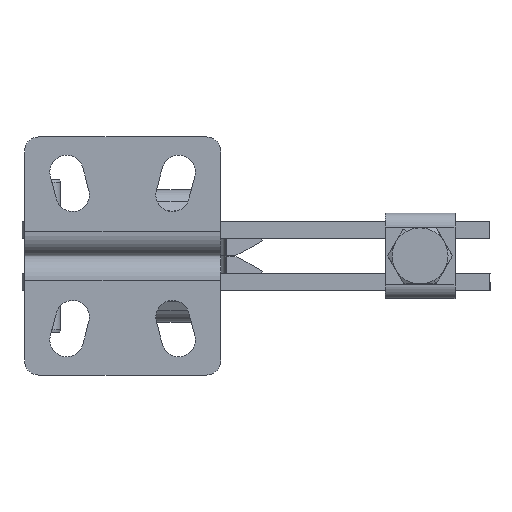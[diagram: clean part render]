
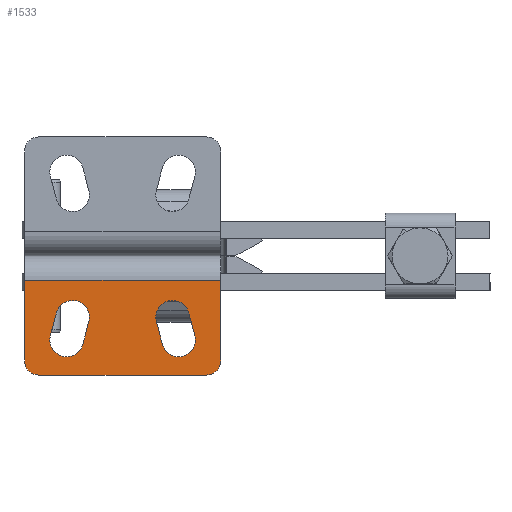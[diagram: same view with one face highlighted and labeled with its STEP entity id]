
A CAD part, front view. The second image highlights one B-rep face of the part: STEP entity #1533.
In plain terms, the highlighted planar face has unit normal (0, -1, 0).
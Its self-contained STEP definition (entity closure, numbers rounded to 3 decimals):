
#711=CARTESIAN_POINT('',(-24.469,-10.678,-3.5));
#712=VERTEX_POINT('',#711);
#720=CARTESIAN_POINT('',(3.531,-10.678,-3.5));
#721=VERTEX_POINT('',#720);
#722=CARTESIAN_POINT('',(3.531,-10.678,-3.5));
#723=DIRECTION('',(-1.0,0.0,0.0));
#724=VECTOR('',#723,28.);
#725=LINE('',#722,#724);
#726=EDGE_CURVE('',#721,#712,#725,.T.);
#1063=CARTESIAN_POINT('',(-22.469,-10.678,-17.005));
#1064=VERTEX_POINT('',#1063);
#1065=CARTESIAN_POINT('',(-24.469,-10.678,-15.005));
#1066=VERTEX_POINT('',#1065);
#1067=CARTESIAN_POINT('',(-22.469,-10.678,-15.005));
#1068=DIRECTION('',(0.0,1.0,0.0));
#1069=DIRECTION('',(1.0,0.0,0.0));
#1070=AXIS2_PLACEMENT_3D('',#1067,#1068,#1069);
#1071=CIRCLE('',#1070,2.);
#1072=EDGE_CURVE('',#1064,#1066,#1071,.T.);
#1105=CARTESIAN_POINT('',(1.531,-10.678,-17.005));
#1106=VERTEX_POINT('',#1105);
#1107=CARTESIAN_POINT('',(1.531,-10.678,-17.005));
#1108=DIRECTION('',(-1.0,0.0,0.0));
#1109=VECTOR('',#1108,24.);
#1110=LINE('',#1107,#1109);
#1111=EDGE_CURVE('',#1106,#1064,#1110,.T.);
#1136=CARTESIAN_POINT('',(3.531,-10.678,-15.005));
#1137=VERTEX_POINT('',#1136);
#1138=CARTESIAN_POINT('',(1.531,-10.678,-15.005));
#1139=DIRECTION('',(0.0,1.0,0.0));
#1140=DIRECTION('',(0.0,0.0,1.0));
#1141=AXIS2_PLACEMENT_3D('',#1138,#1139,#1140);
#1142=CIRCLE('',#1141,2.);
#1143=EDGE_CURVE('',#1137,#1106,#1142,.T.);
#1169=CARTESIAN_POINT('',(-20.791,-10.678,-11.392));
#1170=VERTEX_POINT('',#1169);
#1171=CARTESIAN_POINT('',(-19.941,-10.678,-8.142));
#1172=VERTEX_POINT('',#1171);
#1173=CARTESIAN_POINT('',(-20.791,-10.678,-11.392));
#1174=DIRECTION('',(0.253,0.,0.967));
#1175=VECTOR('',#1174,3.359);
#1176=LINE('',#1173,#1175);
#1177=EDGE_CURVE('',#1170,#1172,#1176,.T.);
#1209=CARTESIAN_POINT('',(-16.147,-10.678,-12.607));
#1210=VERTEX_POINT('',#1209);
#1211=CARTESIAN_POINT('',(-18.469,-10.678,-12.));
#1212=DIRECTION('',(0.,1.0,0.));
#1213=DIRECTION('',(0.967,0.,-0.253));
#1214=AXIS2_PLACEMENT_3D('',#1211,#1212,#1213);
#1215=CIRCLE('',#1214,2.4);
#1216=EDGE_CURVE('',#1210,#1170,#1215,.T.);
#1242=CARTESIAN_POINT('',(-15.297,-10.678,-9.357));
#1243=VERTEX_POINT('',#1242);
#1244=CARTESIAN_POINT('',(-15.297,-10.678,-9.357));
#1245=DIRECTION('',(-0.253,0.,-0.967));
#1246=VECTOR('',#1245,3.359);
#1247=LINE('',#1244,#1246);
#1248=EDGE_CURVE('',#1243,#1210,#1247,.T.);
#1273=CARTESIAN_POINT('',(-17.619,-10.678,-8.75));
#1274=DIRECTION('',(0.,1.,0.));
#1275=DIRECTION('',(-0.967,0.,0.253));
#1276=AXIS2_PLACEMENT_3D('',#1273,#1274,#1275);
#1277=CIRCLE('',#1276,2.4);
#1278=EDGE_CURVE('',#1172,#1243,#1277,.T.);
#1297=CARTESIAN_POINT('',(-0.147,-10.678,-11.392));
#1298=VERTEX_POINT('',#1297);
#1299=CARTESIAN_POINT('',(-4.791,-10.678,-12.607));
#1300=VERTEX_POINT('',#1299);
#1301=CARTESIAN_POINT('',(-2.469,-10.678,-12.));
#1302=DIRECTION('',(0.,1.0,0.));
#1303=DIRECTION('',(0.967,0.,0.253));
#1304=AXIS2_PLACEMENT_3D('',#1301,#1302,#1303);
#1305=CIRCLE('',#1304,2.4);
#1306=EDGE_CURVE('',#1298,#1300,#1305,.T.);
#1339=CARTESIAN_POINT('',(-0.997,-10.678,-8.142));
#1340=VERTEX_POINT('',#1339);
#1341=CARTESIAN_POINT('',(-0.997,-10.678,-8.142));
#1342=DIRECTION('',(0.253,0.0,-0.967));
#1343=VECTOR('',#1342,3.359);
#1344=LINE('',#1341,#1343);
#1345=EDGE_CURVE('',#1340,#1298,#1344,.T.);
#1370=CARTESIAN_POINT('',(-5.641,-10.678,-9.357));
#1371=VERTEX_POINT('',#1370);
#1372=CARTESIAN_POINT('',(-3.319,-10.678,-8.75));
#1373=DIRECTION('',(0.,1.,0.));
#1374=DIRECTION('',(-0.967,0.,-0.253));
#1375=AXIS2_PLACEMENT_3D('',#1372,#1373,#1374);
#1376=CIRCLE('',#1375,2.4);
#1377=EDGE_CURVE('',#1371,#1340,#1376,.T.);
#1403=CARTESIAN_POINT('',(-4.791,-10.678,-12.607));
#1404=DIRECTION('',(-0.253,0.0,0.967));
#1405=VECTOR('',#1404,3.359);
#1406=LINE('',#1403,#1405);
#1407=EDGE_CURVE('',#1300,#1371,#1406,.T.);
#1463=CARTESIAN_POINT('',(-24.469,-10.678,-15.005));
#1464=DIRECTION('',(0.0,0.0,1.0));
#1465=VECTOR('',#1464,11.505);
#1466=LINE('',#1463,#1465);
#1467=EDGE_CURVE('',#1066,#712,#1466,.T.);
#1487=CARTESIAN_POINT('',(3.531,-10.678,-3.5));
#1488=DIRECTION('',(0.0,0.0,-1.0));
#1489=VECTOR('',#1488,11.505);
#1490=LINE('',#1487,#1489);
#1491=EDGE_CURVE('',#721,#1137,#1490,.T.);
#1508=CARTESIAN_POINT('',(-11.844,-10.678,2.898));
#1509=DIRECTION('',(0.0,-1.0,0.0));
#1510=DIRECTION('',(1.0,0.0,0.0));
#1511=AXIS2_PLACEMENT_3D('',#1508,#1509,#1510);
#1512=PLANE('',#1511);
#1513=ORIENTED_EDGE('',*,*,#726,.T.);
#1514=ORIENTED_EDGE('',*,*,#1467,.F.);
#1515=ORIENTED_EDGE('',*,*,#1072,.F.);
#1516=ORIENTED_EDGE('',*,*,#1111,.F.);
#1517=ORIENTED_EDGE('',*,*,#1143,.F.);
#1518=ORIENTED_EDGE('',*,*,#1491,.F.);
#1519=EDGE_LOOP('',(#1513,#1514,#1515,#1516,#1517,#1518));
#1520=FACE_OUTER_BOUND('',#1519,.T.);
#1521=ORIENTED_EDGE('',*,*,#1407,.T.);
#1522=ORIENTED_EDGE('',*,*,#1377,.T.);
#1523=ORIENTED_EDGE('',*,*,#1345,.T.);
#1524=ORIENTED_EDGE('',*,*,#1306,.T.);
#1525=EDGE_LOOP('',(#1521,#1522,#1523,#1524));
#1526=FACE_BOUND('',#1525,.T.);
#1527=ORIENTED_EDGE('',*,*,#1278,.T.);
#1528=ORIENTED_EDGE('',*,*,#1248,.T.);
#1529=ORIENTED_EDGE('',*,*,#1216,.T.);
#1530=ORIENTED_EDGE('',*,*,#1177,.T.);
#1531=EDGE_LOOP('',(#1527,#1528,#1529,#1530));
#1532=FACE_BOUND('',#1531,.T.);
#1533=ADVANCED_FACE('',(#1520,#1526,#1532),#1512,.T.);
